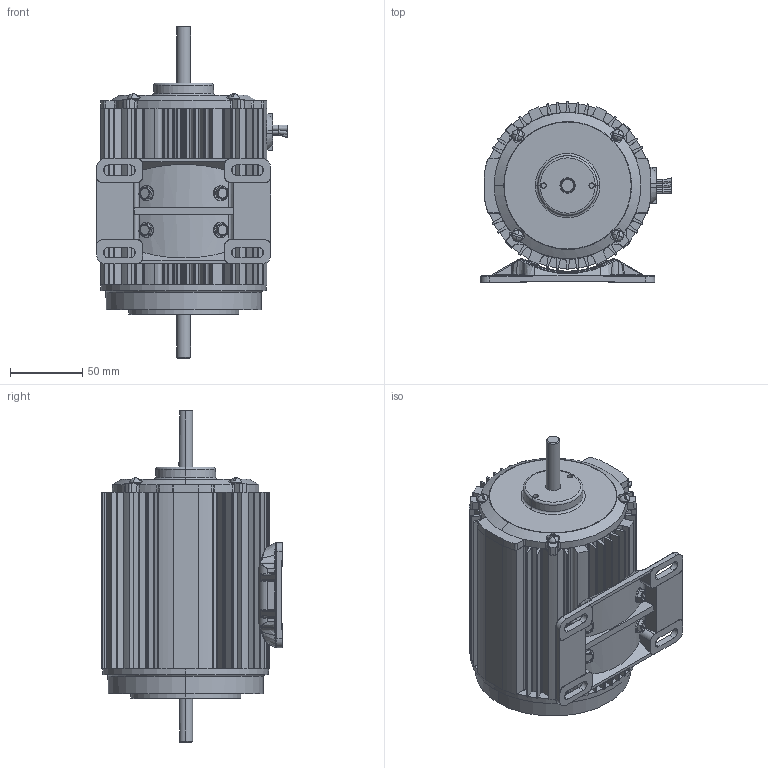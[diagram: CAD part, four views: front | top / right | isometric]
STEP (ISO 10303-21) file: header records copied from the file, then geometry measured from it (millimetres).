
FILE_DESCRIPTION (( 'STEP AP203' ), '1' );
FILE_NAME ('INFM0140.STEP', '2013-12-03T19:07:50', ( 'Sustem Administrator' ), ( 'Bodine Electric Company' ), 'SwSTEP 2.0', 'SolidWorks 2013', '' );
FILE_SCHEMA (( 'CONFIG_CONTROL_DESIGN' ));
Length unit declared in the file: inch
Products named in the file (1): INFM0140
Bounding box: 132.19 x 125.07 x 230.02 mm (x, y, z)
Volume: 1457908.4 mm3; surface area: 204445.4 mm2
Topology: 29 solids, 29 shells, 1354 faces, 3432 edges, 2133 vertices
Faces by surface type: plane 565, cylinder 459, bspline 138, cone 114, torus 50, sphere 28
Entity records: 48220 total; most frequent: CARTESIAN_POINT 16847, ORIENTED_EDGE 6788, DIRECTION 6402, EDGE_CURVE 3394, AXIS2_PLACEMENT_3D 2535, VERTEX_POINT 2129, EDGE_LOOP 1431, FACE_OUTER_BOUND 1354
